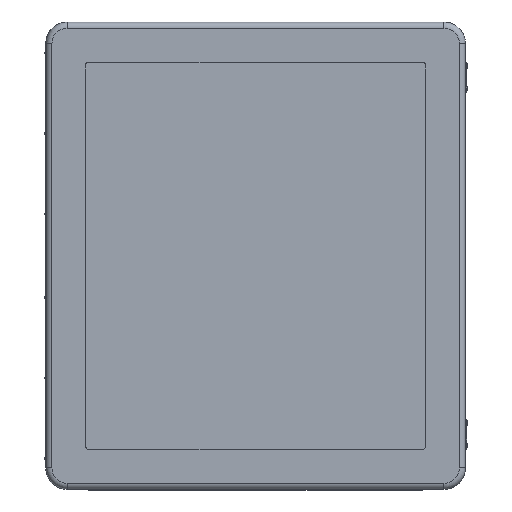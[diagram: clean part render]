
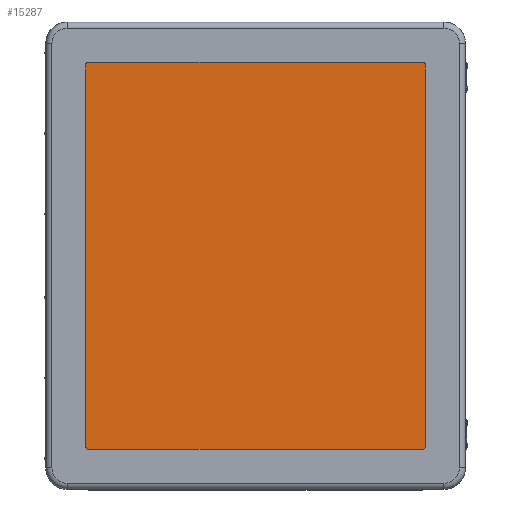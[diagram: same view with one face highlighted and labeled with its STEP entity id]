
A CAD part, top view. The second image highlights one B-rep face of the part: STEP entity #15287.
In plain terms, the highlighted planar face has unit normal (0, 0, 1).
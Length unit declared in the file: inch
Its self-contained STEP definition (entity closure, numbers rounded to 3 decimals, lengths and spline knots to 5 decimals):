
#603=LINE($,#25485,#1826);
#606=LINE($,#25493,#1829);
#609=LINE($,#25501,#1832);
#611=LINE($,#25507,#1834);
#1826=VECTOR($,#19284,16.);
#1829=VECTOR($,#19293,14.);
#1832=VECTOR($,#19302,16.);
#1834=VECTOR($,#19310,14.);
#2877=PLANE($,#16573);
#4376=FACE_OUTER_BOUND($,#5349,.T.);
#5349=EDGE_LOOP($,(#11993,#11994,#11995,#11996,#11997,#11998,#11999,#12000));
#6539=CIRCLE($,#16562,0.125);
#6540=CIRCLE($,#16565,0.125);
#6541=CIRCLE($,#16568,0.125);
#6542=CIRCLE($,#16571,0.125);
#7464=VERTEX_POINT($,#25477);
#7465=VERTEX_POINT($,#25479);
#7466=VERTEX_POINT($,#25483);
#7467=VERTEX_POINT($,#25487);
#7468=VERTEX_POINT($,#25491);
#7469=VERTEX_POINT($,#25495);
#7470=VERTEX_POINT($,#25499);
#7471=VERTEX_POINT($,#25503);
#9174=EDGE_CURVE($,#7464,#7465,#6539,.T.);
#9177=EDGE_CURVE($,#7466,#7464,#603,.T.);
#9179=EDGE_CURVE($,#7467,#7466,#6540,.T.);
#9181=EDGE_CURVE($,#7468,#7467,#606,.T.);
#9183=EDGE_CURVE($,#7469,#7468,#6541,.T.);
#9185=EDGE_CURVE($,#7470,#7469,#609,.T.);
#9187=EDGE_CURVE($,#7471,#7470,#6542,.T.);
#9188=EDGE_CURVE($,#7465,#7471,#611,.T.);
#11993=ORIENTED_EDGE($,*,*,#9188,.F.);
#11994=ORIENTED_EDGE($,*,*,#9174,.F.);
#11995=ORIENTED_EDGE($,*,*,#9177,.F.);
#11996=ORIENTED_EDGE($,*,*,#9179,.F.);
#11997=ORIENTED_EDGE($,*,*,#9181,.F.);
#11998=ORIENTED_EDGE($,*,*,#9183,.F.);
#11999=ORIENTED_EDGE($,*,*,#9185,.F.);
#12000=ORIENTED_EDGE($,*,*,#9187,.F.);
#15287=ADVANCED_FACE($,(#4376),#2877,.T.);
#16562=AXIS2_PLACEMENT_3D($,#25480,#19278,#19279);
#16565=AXIS2_PLACEMENT_3D($,#25489,#19288,#19289);
#16568=AXIS2_PLACEMENT_3D($,#25497,#19297,#19298);
#16571=AXIS2_PLACEMENT_3D($,#25505,#19306,#19307);
#16573=AXIS2_PLACEMENT_3D($,#25508,#19311,#19312);
#19278=DIRECTION('center_axis',(0.,0.,-1.));
#19279=DIRECTION('ref_axis',(0.,-1.,0.));
#19284=DIRECTION($,(0.,1.,0.));
#19288=DIRECTION('center_axis',(0.,0.,-1.));
#19289=DIRECTION('ref_axis',(1.,0.,0.));
#19293=DIRECTION($,(-1.,0.,0.));
#19297=DIRECTION('center_axis',(0.,0.,-1.));
#19298=DIRECTION('ref_axis',(0.,1.,0.));
#19302=DIRECTION($,(0.,-1.,0.));
#19306=DIRECTION('center_axis',(0.,0.,-1.));
#19307=DIRECTION('ref_axis',(-1.,0.,0.));
#19310=DIRECTION($,(1.,0.,0.));
#19311=DIRECTION('center_axis',(0.,0.,1.));
#19312=DIRECTION('ref_axis',(1.,0.,0.));
#25477=CARTESIAN_POINT('',(-7.125,8.,0.));
#25479=CARTESIAN_POINT('',(-7.,8.125,0.));
#25480=CARTESIAN_POINT('Origin',(-7.,8.,0.));
#25483=CARTESIAN_POINT('',(-7.125,-8.,0.));
#25485=CARTESIAN_POINT($,(-7.125,-8.,0.));
#25487=CARTESIAN_POINT('',(-7.,-8.125,0.));
#25489=CARTESIAN_POINT('Origin',(-7.,-8.,0.));
#25491=CARTESIAN_POINT('',(7.,-8.125,0.));
#25493=CARTESIAN_POINT($,(7.,-8.125,0.));
#25495=CARTESIAN_POINT('',(7.125,-8.,0.));
#25497=CARTESIAN_POINT('Origin',(7.,-8.,0.));
#25499=CARTESIAN_POINT('',(7.125,8.,0.));
#25501=CARTESIAN_POINT($,(7.125,8.,0.));
#25503=CARTESIAN_POINT('',(7.,8.125,0.));
#25505=CARTESIAN_POINT('Origin',(7.,8.,0.));
#25507=CARTESIAN_POINT($,(-7.,8.125,0.));
#25508=CARTESIAN_POINT('Origin',(0.,0.,0.));
